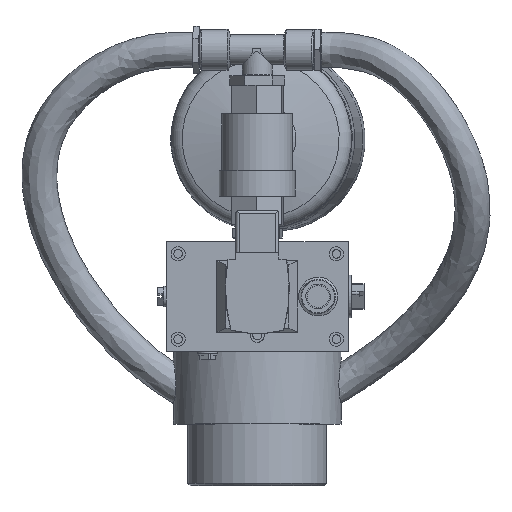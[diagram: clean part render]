
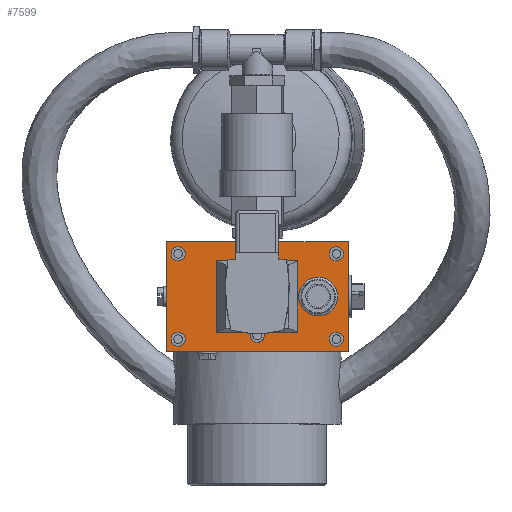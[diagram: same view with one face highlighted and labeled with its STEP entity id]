
A CAD part, top view. The second image highlights one B-rep face of the part: STEP entity #7599.
In plain terms, the highlighted planar face has unit normal (0, 0, 1).
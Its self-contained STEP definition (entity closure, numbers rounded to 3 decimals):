
#207=FACE_BOUND('',#1394,.T.);
#208=FACE_BOUND('',#1395,.T.);
#209=FACE_BOUND('',#1396,.T.);
#210=FACE_BOUND('',#1397,.T.);
#211=FACE_BOUND('',#1398,.T.);
#212=FACE_BOUND('',#1399,.T.);
#382=PLANE('',#8387);
#894=FACE_OUTER_BOUND('',#1393,.T.);
#1393=EDGE_LOOP('',(#6245,#6246,#6247,#6248));
#1394=EDGE_LOOP('',(#6249,#6250));
#1395=EDGE_LOOP('',(#6251,#6252,#6253,#6254,#6255,#6256,#6257));
#1396=EDGE_LOOP('',(#6258,#6259));
#1397=EDGE_LOOP('',(#6260,#6261));
#1398=EDGE_LOOP('',(#6262,#6263));
#1399=EDGE_LOOP('',(#6264,#6265));
#1873=LINE('',#13149,#2437);
#1877=LINE('',#13160,#2441);
#1878=LINE('',#13166,#2442);
#1891=LINE('',#13290,#2455);
#1892=LINE('',#13297,#2456);
#1893=LINE('',#13299,#2457);
#1894=LINE('',#13305,#2458);
#1895=LINE('',#13307,#2459);
#1896=LINE('',#13308,#2460);
#2437=VECTOR('',#9935,10.);
#2441=VECTOR('',#9945,10.);
#2442=VECTOR('',#9952,10.);
#2455=VECTOR('',#10099,10.);
#2456=VECTOR('',#10104,10.);
#2457=VECTOR('',#10105,10.);
#2458=VECTOR('',#10110,10.);
#2459=VECTOR('',#10111,10.);
#2460=VECTOR('',#10112,10.);
#3053=CIRCLE('',#8388,10.8);
#3054=CIRCLE('',#8389,10.8);
#3055=CIRCLE('',#8390,4.5);
#3056=CIRCLE('',#8391,4.5);
#3057=CIRCLE('',#8392,4.5);
#3058=CIRCLE('',#8393,4.5);
#3059=CIRCLE('',#8394,4.5);
#3060=CIRCLE('',#8395,4.5);
#3061=CIRCLE('',#8396,4.5);
#3062=CIRCLE('',#8397,4.5);
#3063=CIRCLE('',#8398,4.5);
#3064=CIRCLE('',#8399,4.5);
#3584=VERTEX_POINT('',#13146);
#3585=VERTEX_POINT('',#13148);
#3588=VERTEX_POINT('',#13156);
#3589=VERTEX_POINT('',#13158);
#3636=VERTEX_POINT('',#13291);
#3637=VERTEX_POINT('',#13292);
#3638=VERTEX_POINT('',#13295);
#3639=VERTEX_POINT('',#13296);
#3640=VERTEX_POINT('',#13298);
#3641=VERTEX_POINT('',#13300);
#3642=VERTEX_POINT('',#13302);
#3643=VERTEX_POINT('',#13304);
#3644=VERTEX_POINT('',#13306);
#3645=VERTEX_POINT('',#13309);
#3646=VERTEX_POINT('',#13310);
#3647=VERTEX_POINT('',#13313);
#3648=VERTEX_POINT('',#13314);
#3649=VERTEX_POINT('',#13317);
#3650=VERTEX_POINT('',#13318);
#3651=VERTEX_POINT('',#13321);
#3652=VERTEX_POINT('',#13322);
#4515=EDGE_CURVE('',#3585,#3584,#1873,.T.);
#4521=EDGE_CURVE('',#3588,#3589,#1877,.T.);
#4524=EDGE_CURVE('',#3584,#3588,#1878,.T.);
#4581=EDGE_CURVE('',#3589,#3585,#1891,.T.);
#4582=EDGE_CURVE('',#3636,#3637,#3053,.T.);
#4583=EDGE_CURVE('',#3637,#3636,#3054,.T.);
#4584=EDGE_CURVE('',#3638,#3639,#1892,.T.);
#4585=EDGE_CURVE('',#3639,#3640,#1893,.T.);
#4586=EDGE_CURVE('',#3640,#3641,#3055,.T.);
#4587=EDGE_CURVE('',#3641,#3642,#3056,.T.);
#4588=EDGE_CURVE('',#3642,#3643,#1894,.T.);
#4589=EDGE_CURVE('',#3643,#3644,#1895,.T.);
#4590=EDGE_CURVE('',#3644,#3638,#1896,.T.);
#4591=EDGE_CURVE('',#3645,#3646,#3057,.T.);
#4592=EDGE_CURVE('',#3646,#3645,#3058,.T.);
#4593=EDGE_CURVE('',#3647,#3648,#3059,.T.);
#4594=EDGE_CURVE('',#3648,#3647,#3060,.T.);
#4595=EDGE_CURVE('',#3649,#3650,#3061,.T.);
#4596=EDGE_CURVE('',#3650,#3649,#3062,.T.);
#4597=EDGE_CURVE('',#3651,#3652,#3063,.T.);
#4598=EDGE_CURVE('',#3652,#3651,#3064,.T.);
#6245=ORIENTED_EDGE('',*,*,#4524,.T.);
#6246=ORIENTED_EDGE('',*,*,#4521,.T.);
#6247=ORIENTED_EDGE('',*,*,#4581,.T.);
#6248=ORIENTED_EDGE('',*,*,#4515,.T.);
#6249=ORIENTED_EDGE('',*,*,#4582,.T.);
#6250=ORIENTED_EDGE('',*,*,#4583,.T.);
#6251=ORIENTED_EDGE('',*,*,#4584,.T.);
#6252=ORIENTED_EDGE('',*,*,#4585,.T.);
#6253=ORIENTED_EDGE('',*,*,#4586,.T.);
#6254=ORIENTED_EDGE('',*,*,#4587,.T.);
#6255=ORIENTED_EDGE('',*,*,#4588,.T.);
#6256=ORIENTED_EDGE('',*,*,#4589,.T.);
#6257=ORIENTED_EDGE('',*,*,#4590,.T.);
#6258=ORIENTED_EDGE('',*,*,#4591,.T.);
#6259=ORIENTED_EDGE('',*,*,#4592,.T.);
#6260=ORIENTED_EDGE('',*,*,#4593,.T.);
#6261=ORIENTED_EDGE('',*,*,#4594,.T.);
#6262=ORIENTED_EDGE('',*,*,#4595,.T.);
#6263=ORIENTED_EDGE('',*,*,#4596,.T.);
#6264=ORIENTED_EDGE('',*,*,#4597,.T.);
#6265=ORIENTED_EDGE('',*,*,#4598,.T.);
#7599=ADVANCED_FACE('',(#894,#207,#208,#209,#210,#211,#212),#382,.T.);
#8387=AXIS2_PLACEMENT_3D('',#13289,#10097,#10098);
#8388=AXIS2_PLACEMENT_3D('',#13293,#10100,#10101);
#8389=AXIS2_PLACEMENT_3D('',#13294,#10102,#10103);
#8390=AXIS2_PLACEMENT_3D('',#13301,#10106,#10107);
#8391=AXIS2_PLACEMENT_3D('',#13303,#10108,#10109);
#8392=AXIS2_PLACEMENT_3D('',#13311,#10113,#10114);
#8393=AXIS2_PLACEMENT_3D('',#13312,#10115,#10116);
#8394=AXIS2_PLACEMENT_3D('',#13315,#10117,#10118);
#8395=AXIS2_PLACEMENT_3D('',#13316,#10119,#10120);
#8396=AXIS2_PLACEMENT_3D('',#13319,#10121,#10122);
#8397=AXIS2_PLACEMENT_3D('',#13320,#10123,#10124);
#8398=AXIS2_PLACEMENT_3D('',#13323,#10125,#10126);
#8399=AXIS2_PLACEMENT_3D('',#13324,#10127,#10128);
#9935=DIRECTION('',(0.,1.,0.));
#9945=DIRECTION('',(0.,-1.,0.));
#9952=DIRECTION('',(-1.,0.,0.));
#10097=DIRECTION('center_axis',(0.,0.,
1.));
#10098=DIRECTION('ref_axis',(1.,0.,0.));
#10099=DIRECTION('',(1.,0.,0.));
#10100=DIRECTION('center_axis',(0.,0.,
-1.));
#10101=DIRECTION('ref_axis',(0.194,-0.981,0.));
#10102=DIRECTION('center_axis',(0.,0.,
-1.));
#10103=DIRECTION('ref_axis',(0.194,-0.981,0.));
#10104=DIRECTION('',(0.,-1.,0.));
#10105=DIRECTION('',(-1.,0.,0.));
#10106=DIRECTION('center_axis',(0.,0.,
-1.));
#10107=DIRECTION('ref_axis',(1.,0.,0.));
#10108=DIRECTION('center_axis',(0.,0.,
-1.));
#10109=DIRECTION('ref_axis',(1.,0.,0.));
#10110=DIRECTION('',(-1.,0.,0.));
#10111=DIRECTION('',(0.,1.,0.));
#10112=DIRECTION('',(1.,0.,0.));
#10113=DIRECTION('center_axis',(0.,0.,
-1.));
#10114=DIRECTION('ref_axis',(1.,0.,0.));
#10115=DIRECTION('center_axis',(0.,0.,
-1.));
#10116=DIRECTION('ref_axis',(1.,0.,0.));
#10117=DIRECTION('center_axis',(0.,0.,
-1.));
#10118=DIRECTION('ref_axis',(1.,0.,0.));
#10119=DIRECTION('center_axis',(0.,0.,
-1.));
#10120=DIRECTION('ref_axis',(1.,0.,0.));
#10121=DIRECTION('center_axis',(0.,0.,
-1.));
#10122=DIRECTION('ref_axis',(1.,0.,0.));
#10123=DIRECTION('center_axis',(0.,0.,
-1.));
#10124=DIRECTION('ref_axis',(1.,0.,0.));
#10125=DIRECTION('center_axis',(0.,0.,
-1.));
#10126=DIRECTION('ref_axis',(1.,0.,0.));
#10127=DIRECTION('center_axis',(0.,0.,
-1.));
#10128=DIRECTION('ref_axis',(1.,0.,0.));
#13146=CARTESIAN_POINT('',(57.5,69.,86.));
#13148=CARTESIAN_POINT('',(57.5,0.,86.));
#13149=CARTESIAN_POINT('',(57.5,0.,86.));
#13156=CARTESIAN_POINT('',(-57.5,69.,86.));
#13158=CARTESIAN_POINT('',(-57.5,0.,86.));
#13160=CARTESIAN_POINT('',(-57.5,69.,86.));
#13166=CARTESIAN_POINT('',(57.5,69.,86.));
#13289=CARTESIAN_POINT('Origin',(0.,34.5,
86.));
#13290=CARTESIAN_POINT('',(-57.5,0.,86.));
#13291=CARTESIAN_POINT('',(40.594,23.905,86.));
#13292=CARTESIAN_POINT('',(36.406,45.095,86.));
#13293=CARTESIAN_POINT('Origin',(38.5,34.5,86.));
#13294=CARTESIAN_POINT('Origin',(38.5,34.5,86.));
#13295=CARTESIAN_POINT('',(25.5,57.,86.));
#13296=CARTESIAN_POINT('',(25.5,12.,86.));
#13297=CARTESIAN_POINT('',(25.5,45.75,86.));
#13298=CARTESIAN_POINT('',(4.031,12.,86.));
#13299=CARTESIAN_POINT('',(12.75,12.,86.));
#13300=CARTESIAN_POINT('',(-4.5,10.,86.));
#13301=CARTESIAN_POINT('Origin',(0.,10.,
86.));
#13302=CARTESIAN_POINT('',(-4.031,12.,86.));
#13303=CARTESIAN_POINT('Origin',(0.,10.,
86.));
#13304=CARTESIAN_POINT('',(-25.5,12.,86.));
#13305=CARTESIAN_POINT('',(12.75,12.,86.));
#13306=CARTESIAN_POINT('',(-25.5,57.,86.));
#13307=CARTESIAN_POINT('',(-25.5,23.25,86.));
#13308=CARTESIAN_POINT('',(-12.75,57.,86.));
#13309=CARTESIAN_POINT('',(54.5,61.5,86.));
#13310=CARTESIAN_POINT('',(45.5,61.5,86.));
#13311=CARTESIAN_POINT('Origin',(50.,61.5,86.));
#13312=CARTESIAN_POINT('Origin',(50.,61.5,86.));
#13313=CARTESIAN_POINT('',(-45.5,7.5,86.));
#13314=CARTESIAN_POINT('',(-54.5,7.5,86.));
#13315=CARTESIAN_POINT('Origin',(-50.,7.5,86.));
#13316=CARTESIAN_POINT('Origin',(-50.,7.5,86.));
#13317=CARTESIAN_POINT('',(-45.5,61.5,86.));
#13318=CARTESIAN_POINT('',(-54.5,61.5,86.));
#13319=CARTESIAN_POINT('Origin',(-50.,61.5,86.));
#13320=CARTESIAN_POINT('Origin',(-50.,61.5,86.));
#13321=CARTESIAN_POINT('',(54.5,7.5,86.));
#13322=CARTESIAN_POINT('',(45.5,7.5,86.));
#13323=CARTESIAN_POINT('Origin',(50.,7.5,86.));
#13324=CARTESIAN_POINT('Origin',(50.,7.5,86.));
